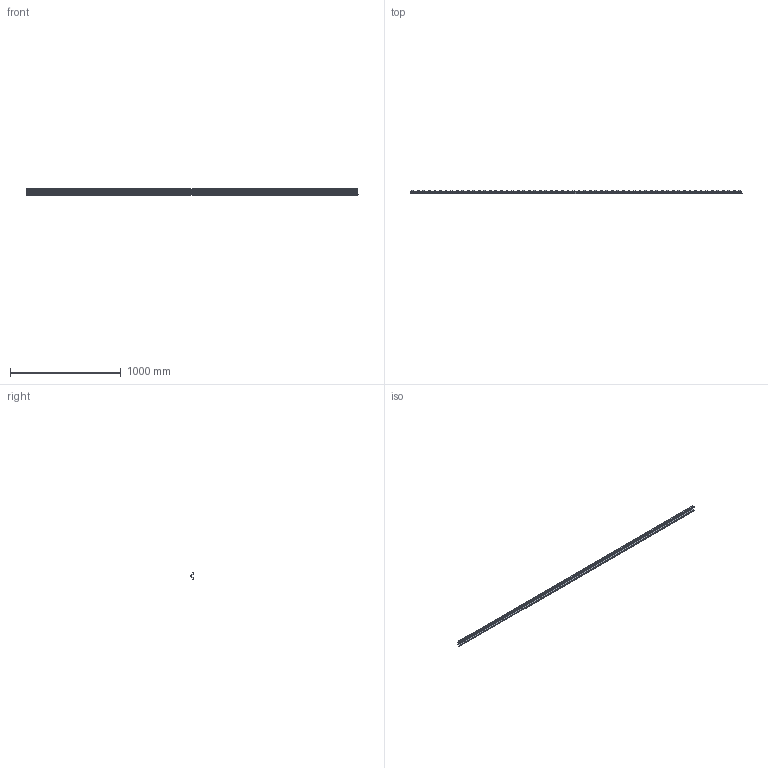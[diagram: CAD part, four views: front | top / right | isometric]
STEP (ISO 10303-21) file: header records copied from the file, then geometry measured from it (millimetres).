
FILE_DESCRIPTION (( 'STEP AP214' ), '1' );
FILE_NAME ('6366090.stp', '2016-08-23T11:18:24', ( '' ), ( '' ), 'SwSTEP 2.0', 'SolidWorks 2014', '' );
FILE_SCHEMA (( 'AUTOMOTIVE_DESIGN' ));
Length unit declared in the file: millimetre
Products named in the file (1): 6366090
Bounding box: 2994 x 27.5 x 60 mm (x, y, z)
Volume: 557581.8 mm3; surface area: 581534.4 mm2
Topology: 1 solids, 1 shells, 1614 faces, 3844 edges, 2232 vertices
Faces by surface type: plane 882, cylinder 492, bspline 240
Entity records: 52270 total; most frequent: CARTESIAN_POINT 16595, ORIENTED_EDGE 7688, DIRECTION 6610, EDGE_CURVE 3844, LINE 2852, VECTOR 2852, VERTEX_POINT 2232, AXIS2_PLACEMENT_3D 1879
